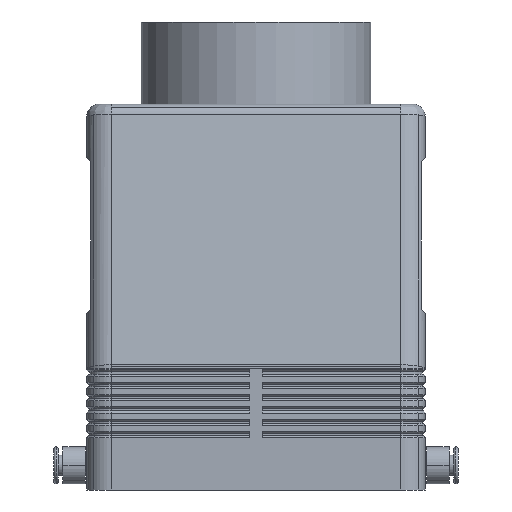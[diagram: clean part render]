
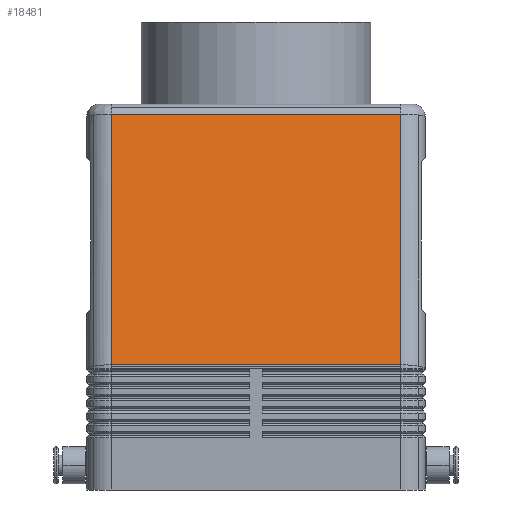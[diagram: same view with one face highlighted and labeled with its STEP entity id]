
A CAD part, left-side view. The second image highlights one B-rep face of the part: STEP entity #18481.
In plain terms, the highlighted planar face has unit normal (-0.986, 0, 0.166).
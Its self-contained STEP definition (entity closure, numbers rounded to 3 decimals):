
#651=CARTESIAN_POINT('',(-46.667,-35.25,30.493));
#652=VERTEX_POINT('',#651);
#660=CARTESIAN_POINT('',(-46.667,35.25,30.493));
#661=VERTEX_POINT('',#660);
#662=CARTESIAN_POINT('',(-46.667,-35.25,30.493));
#663=DIRECTION('',(0.0,1.0,0.0));
#664=VECTOR('',#663,70.5);
#665=LINE('',#662,#664);
#666=EDGE_CURVE('',#652,#661,#665,.T.);
#10015=CARTESIAN_POINT('',(-36.42,-35.25,91.497));
#10016=VERTEX_POINT('',#10015);
#10024=CARTESIAN_POINT('',(-36.42,-35.25,91.497));
#10025=DIRECTION('',(-0.166,0.0,-0.986));
#10026=VECTOR('',#10025,61.858);
#10027=LINE('',#10024,#10026);
#10028=EDGE_CURVE('',#10016,#652,#10027,.T.);
#18056=CARTESIAN_POINT('',(-36.42,35.25,91.497));
#18057=VERTEX_POINT('',#18056);
#18065=CARTESIAN_POINT('',(-36.42,35.25,91.497));
#18066=DIRECTION('',(0.0,-1.0,0.0));
#18067=VECTOR('',#18066,70.5);
#18068=LINE('',#18065,#18067);
#18069=EDGE_CURVE('',#18057,#10016,#18068,.T.);
#18448=CARTESIAN_POINT('',(-46.667,35.25,30.493));
#18449=DIRECTION('',(0.166,0.0,0.986));
#18450=VECTOR('',#18449,61.858);
#18451=LINE('',#18448,#18450);
#18452=EDGE_CURVE('',#661,#18057,#18451,.T.);
#18470=CARTESIAN_POINT('',(-36.0,0.0,94.0));
#18471=DIRECTION('',(-0.986,0.0,0.166));
#18472=DIRECTION('',(0.166,0.0,0.986));
#18473=AXIS2_PLACEMENT_3D('',#18470,#18471,#18472);
#18474=PLANE('',#18473);
#18475=ORIENTED_EDGE('',*,*,#18069,.F.);
#18476=ORIENTED_EDGE('',*,*,#18452,.F.);
#18477=ORIENTED_EDGE('',*,*,#666,.F.);
#18478=ORIENTED_EDGE('',*,*,#10028,.F.);
#18479=EDGE_LOOP('',(#18475,#18476,#18477,#18478));
#18480=FACE_OUTER_BOUND('',#18479,.T.);
#18481=ADVANCED_FACE('',(#18480),#18474,.T.);
